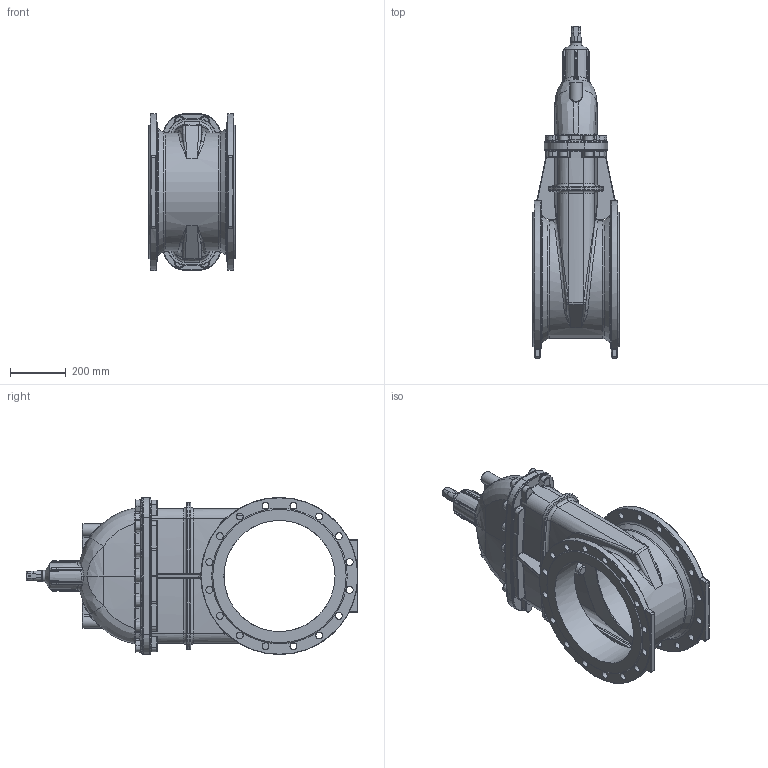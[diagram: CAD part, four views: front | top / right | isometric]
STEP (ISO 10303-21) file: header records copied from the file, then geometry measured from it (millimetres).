
FILE_DESCRIPTION (( 'STEP AP203' ), '1' );
FILE_NAME ('Assieme DN 400 Pn 16 .STEP', '2016-12-21T11:41:19', ( '' ), ( '' ), 'SwSTEP 2.0', 'SolidWorks 2015', '' );
FILE_SCHEMA (( 'CONFIG_CONTROL_DESIGN' ));
Length unit declared in the file: millimetre
Products named in the file (1): Assieme DN 400 Pn 16 
Bounding box: 310 x 1194.5 x 566.65 mm (x, y, z)
Surface area: 2619885.7 mm2 (no closed solid volume)
Topology: 0 solids, 8 shells, 1104 faces, 3032 edges, 1845 vertices
Faces by surface type: bspline 417, cylinder 282, torus 157, plane 153, cone 87, sphere 8
Full cylindrical faces by diameter (mm): 5 x2, 14 x3, 25 x32, 38 x1, 38.5 x1, 40 x1, 400 x1, 565 x2
Entity records: 61018 total; most frequent: CARTESIAN_POINT 37230, ORIENTED_EDGE 5190, DIRECTION 4266, EDGE_CURVE 2895, AXIS2_PLACEMENT_3D 1862, VERTEX_POINT 1803, EDGE_LOOP 1270, CIRCLE 1182
